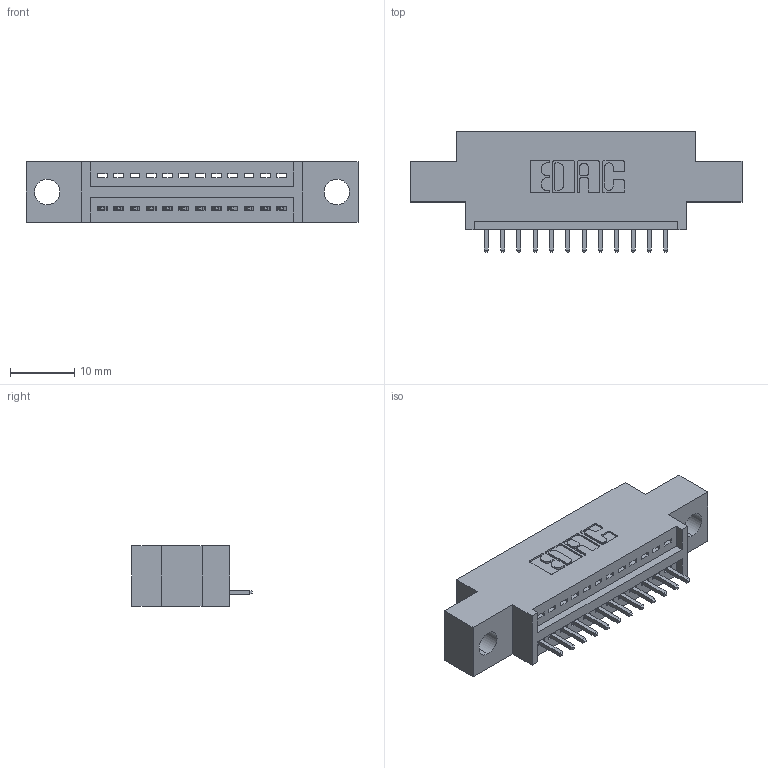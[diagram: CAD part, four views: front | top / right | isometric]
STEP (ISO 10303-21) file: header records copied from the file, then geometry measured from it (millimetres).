
FILE_DESCRIPTION (( 'STEP AP203' ), '1' );
FILE_NAME ('395-012-521-604.STEP', '2018-11-05T16:49:12', ( '' ), ( '' ), 'SwSTEP 2.0', 'SolidWorks 2016', '' );
FILE_SCHEMA (( 'CONFIG_CONTROL_DESIGN' ));
Length unit declared in the file: inch
Products named in the file (3): 345 Part_0.170 Offset - 0.156 Dia-TH; 345-292-001_345-293-121; 395-012-521-604
Assembly tree (13 placements, depth 2):
  395-012-521-604
    345 Part_0.170 Offset - 0.156 Dia-TH
    345-292-001_345-293-121  x12
Bounding box: 51.69 x 18.72 x 9.4 mm (x, y, z)
Volume: 4428.3 mm3; surface area: 5278.9 mm2
Topology: 13 solids, 13 shells, 826 faces, 2465 edges, 1626 vertices
Faces by surface type: plane 564, cylinder 262
Entity records: 13223 total; most frequent: CARTESIAN_POINT 2300, ORIENTED_EDGE 2246, DIRECTION 2051, EDGE_CURVE 1123, LINE 943, VECTOR 943, VERTEX_POINT 746, AXIS2_PLACEMENT_3D 554
